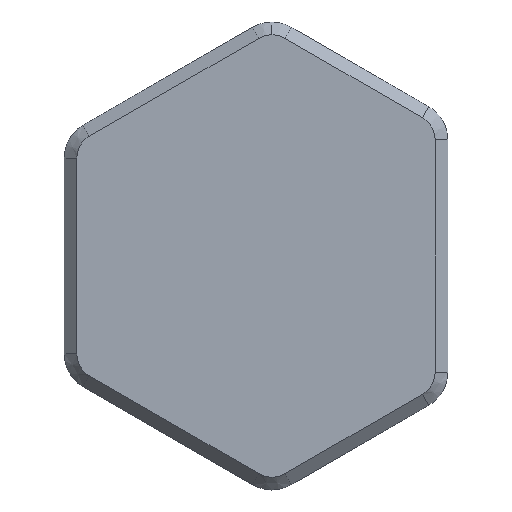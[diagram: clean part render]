
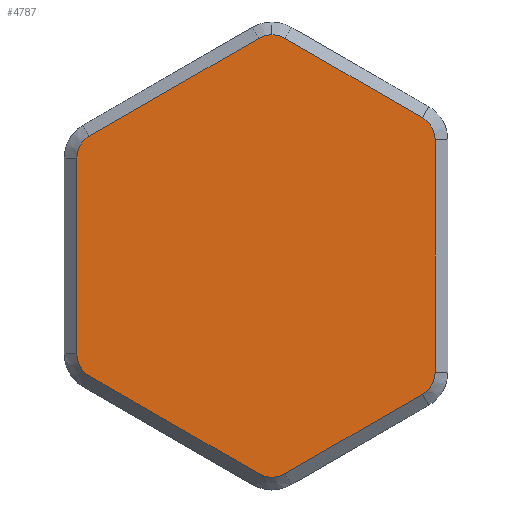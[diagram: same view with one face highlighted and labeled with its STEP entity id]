
A CAD part, front view. The second image highlights one B-rep face of the part: STEP entity #4787.
In plain terms, the highlighted planar face has unit normal (0, -1, 0).
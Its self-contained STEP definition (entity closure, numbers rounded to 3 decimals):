
#1 = DIRECTION ( 'NONE',  ( 0., -1., 0. ) ) ;
#3 = PLANE ( 'NONE',  #2931 ) ;
#13 = ORIENTED_EDGE ( 'NONE', *, *, #4842, .T. ) ;
#48 = CARTESIAN_POINT ( 'NONE',  ( -13.874, 23.172, 59.492 ) ) ;
#106 = CARTESIAN_POINT ( 'NONE',  ( -26.474, 23.172, 67.459 ) ) ;
#111 = DIRECTION ( 'NONE',  ( 0.866, 0., 0.5 ) ) ;
#118 = AXIS2_PLACEMENT_3D ( 'NONE', #1619, #4504, #4007 ) ;
#155 = VECTOR ( 'NONE', #111, 1000. ) ;
#179 = VERTEX_POINT ( 'NONE', #1781 ) ;
#200 = CIRCLE ( 'NONE', #118, 1.2 ) ;
#220 = EDGE_CURVE ( 'NONE', #2034, #721, #2451, .T. ) ;
#236 = VERTEX_POINT ( 'NONE', #1427 ) ;
#265 = EDGE_LOOP ( 'NONE', ( #1269, #3267, #2086, #13, #1608, #4255, #300, #3412, #2433, #3224, #3630, #4309, #4097 ) ) ;
#279 = DIRECTION ( 'NONE',  ( -0.866, 0., -0.5 ) ) ;
#300 = ORIENTED_EDGE ( 'NONE', *, *, #2104, .T. ) ;
#458 = CARTESIAN_POINT ( 'NONE',  ( -10.774, 23.172, 66.593 ) ) ;
#490 = DIRECTION ( 'NONE',  ( 0., -1., 0. ) ) ;
#628 = CIRCLE ( 'NONE', #2676, 1.2 ) ;
#714 = VECTOR ( 'NONE', #3394, 1000. ) ;
#721 = VERTEX_POINT ( 'NONE', #1445 ) ;
#775 = EDGE_CURVE ( 'NONE', #236, #3307, #1680, .T. ) ;
#804 = DIRECTION ( 'NONE',  ( 0., 0., 1. ) ) ;
#854 = FACE_OUTER_BOUND ( 'NONE', #265, .T. ) ;
#909 = EDGE_CURVE ( 'NONE', #4282, #236, #3765, .T. ) ;
#1133 = CARTESIAN_POINT ( 'NONE',  ( -16.674, 23.172, 61.801 ) ) ;
#1162 = CARTESIAN_POINT ( 'NONE',  ( -17.274, 23.172, 81.316 ) ) ;
#1219 = CIRCLE ( 'NONE', #4813, 1.2 ) ;
#1249 = DIRECTION ( 'NONE',  ( 0., 1., 0. ) ) ;
#1269 = ORIENTED_EDGE ( 'NONE', *, *, #4951, .T. ) ;
#1301 = DIRECTION ( 'NONE',  ( 0., 0., 1. ) ) ;
#1305 = CARTESIAN_POINT ( 'NONE',  ( -8.674, 23.172, 66.42 ) ) ;
#1345 = LINE ( 'NONE', #4187, #4127 ) ;
#1427 = CARTESIAN_POINT ( 'NONE',  ( -10.174, 23.172, 65.554 ) ) ;
#1445 = CARTESIAN_POINT ( 'NONE',  ( -25.874, 23.172, 66.42 ) ) ;
#1482 = VERTEX_POINT ( 'NONE', #2645 ) ;
#1608 = ORIENTED_EDGE ( 'NONE', *, *, #3933, .T. ) ;
#1619 = CARTESIAN_POINT ( 'NONE',  ( -10.774, 23.172, 77.563 ) ) ;
#1623 = VERTEX_POINT ( 'NONE', #3245 ) ;
#1625 = DIRECTION ( 'NONE',  ( 0., 0., 1. ) ) ;
#1673 = DIRECTION ( 'NONE',  ( 0.866, 0., -0.5 ) ) ;
#1680 = CIRCLE ( 'NONE', #2442, 1.2 ) ;
#1706 = LINE ( 'NONE', #48, #1816 ) ;
#1735 = CARTESIAN_POINT ( 'NONE',  ( -25.274, 23.172, 76.697 ) ) ;
#1766 = LINE ( 'NONE', #3850, #714 ) ;
#1781 = CARTESIAN_POINT ( 'NONE',  ( -10.174, 23.172, 78.602 ) ) ;
#1805 = VECTOR ( 'NONE', #279, 1000. ) ;
#1816 = VECTOR ( 'NONE', #1673, 1000. ) ;
#1932 = EDGE_CURVE ( 'NONE', #721, #3094, #1706, .T. ) ;
#2034 = VERTEX_POINT ( 'NONE', #106 ) ;
#2086 = ORIENTED_EDGE ( 'NONE', *, *, #3977, .T. ) ;
#2104 = EDGE_CURVE ( 'NONE', #4595, #1623, #4274, .T. ) ;
#2135 = VERTEX_POINT ( 'NONE', #4403 ) ;
#2143 = LINE ( 'NONE', #4607, #3759 ) ;
#2218 = AXIS2_PLACEMENT_3D ( 'NONE', #1735, #3819, #1301 ) ;
#2320 = EDGE_CURVE ( 'NONE', #1623, #2034, #2143, .T. ) ;
#2433 = ORIENTED_EDGE ( 'NONE', *, *, #220, .T. ) ;
#2442 = AXIS2_PLACEMENT_3D ( 'NONE', #458, #1, #1625 ) ;
#2450 = CARTESIAN_POINT ( 'NONE',  ( -9.274, 23.172, 67.459 ) ) ;
#2451 = CIRCLE ( 'NONE', #4683, 1.2 ) ;
#2459 = EDGE_CURVE ( 'NONE', #1482, #4595, #3968, .T. ) ;
#2543 = CARTESIAN_POINT ( 'NONE',  ( -17.274, 23.172, 62.841 ) ) ;
#2592 = AXIS2_PLACEMENT_3D ( 'NONE', #1162, #2802, #4002 ) ;
#2630 = DIRECTION ( 'NONE',  ( 0., 0., -1. ) ) ;
#2645 = CARTESIAN_POINT ( 'NONE',  ( -17.874, 23.172, 82.355 ) ) ;
#2648 = CARTESIAN_POINT ( 'NONE',  ( -16.674, 23.172, 82.355 ) ) ;
#2676 = AXIS2_PLACEMENT_3D ( 'NONE', #4278, #3076, #5053 ) ;
#2802 = DIRECTION ( 'NONE',  ( 0., -1., 0. ) ) ;
#2931 = AXIS2_PLACEMENT_3D ( 'NONE', #2450, #1249, #804 ) ;
#2959 = DIRECTION ( 'NONE',  ( -0.866, 0., 0.5 ) ) ;
#3034 = DIRECTION ( 'NONE',  ( 0., -1., 0. ) ) ;
#3076 = DIRECTION ( 'NONE',  ( 0., -1., 0. ) ) ;
#3094 = VERTEX_POINT ( 'NONE', #4824 ) ;
#3138 = CARTESIAN_POINT ( 'NONE',  ( -17.874, 23.172, 82.355 ) ) ;
#3190 = CARTESIAN_POINT ( 'NONE',  ( -25.874, 23.172, 77.736 ) ) ;
#3224 = ORIENTED_EDGE ( 'NONE', *, *, #1932, .T. ) ;
#3245 = CARTESIAN_POINT ( 'NONE',  ( -26.474, 23.172, 76.697 ) ) ;
#3267 = ORIENTED_EDGE ( 'NONE', *, *, #3542, .T. ) ;
#3307 = VERTEX_POINT ( 'NONE', #5138 ) ;
#3394 = DIRECTION ( 'NONE',  ( 0., 0., 1. ) ) ;
#3412 = ORIENTED_EDGE ( 'NONE', *, *, #2320, .T. ) ;
#3436 = CARTESIAN_POINT ( 'NONE',  ( -25.274, 23.172, 67.459 ) ) ;
#3542 = EDGE_CURVE ( 'NONE', #2135, #179, #200, .T. ) ;
#3630 = ORIENTED_EDGE ( 'NONE', *, *, #4335, .T. ) ;
#3759 = VECTOR ( 'NONE', #2630, 1000. ) ;
#3765 = LINE ( 'NONE', #1305, #155 ) ;
#3819 = DIRECTION ( 'NONE',  ( 0., -1., 0. ) ) ;
#3850 = CARTESIAN_POINT ( 'NONE',  ( -9.574, 23.172, 67.459 ) ) ;
#3933 = EDGE_CURVE ( 'NONE', #4559, #1482, #4891, .T. ) ;
#3968 = LINE ( 'NONE', #3138, #1805 ) ;
#3977 = EDGE_CURVE ( 'NONE', #179, #4858, #1345, .T. ) ;
#4002 = DIRECTION ( 'NONE',  ( 0., 0., 1. ) ) ;
#4007 = DIRECTION ( 'NONE',  ( 0., 0., 1. ) ) ;
#4097 = ORIENTED_EDGE ( 'NONE', *, *, #775, .T. ) ;
#4127 = VECTOR ( 'NONE', #2959, 1000. ) ;
#4187 = CARTESIAN_POINT ( 'NONE',  ( -4.674, 23.172, 75.427 ) ) ;
#4255 = ORIENTED_EDGE ( 'NONE', *, *, #2459, .T. ) ;
#4274 = CIRCLE ( 'NONE', #2218, 1.2 ) ;
#4278 = CARTESIAN_POINT ( 'NONE',  ( -17.274, 23.172, 81.316 ) ) ;
#4282 = VERTEX_POINT ( 'NONE', #1133 ) ;
#4309 = ORIENTED_EDGE ( 'NONE', *, *, #909, .T. ) ;
#4335 = EDGE_CURVE ( 'NONE', #3094, #4282, #1219, .T. ) ;
#4403 = CARTESIAN_POINT ( 'NONE',  ( -9.574, 23.172, 77.563 ) ) ;
#4504 = DIRECTION ( 'NONE',  ( 0., -1., 0. ) ) ;
#4559 = VERTEX_POINT ( 'NONE', #5029 ) ;
#4595 = VERTEX_POINT ( 'NONE', #3190 ) ;
#4607 = CARTESIAN_POINT ( 'NONE',  ( -26.474, 23.172, 67.459 ) ) ;
#4661 = DIRECTION ( 'NONE',  ( 0., 0., 1. ) ) ;
#4683 = AXIS2_PLACEMENT_3D ( 'NONE', #3436, #3034, #4661 ) ;
#4787 = ADVANCED_FACE ( 'NONE', ( #854 ), #3, .F. ) ;
#4813 = AXIS2_PLACEMENT_3D ( 'NONE', #2543, #490, #5001 ) ;
#4824 = CARTESIAN_POINT ( 'NONE',  ( -17.874, 23.172, 61.801 ) ) ;
#4842 = EDGE_CURVE ( 'NONE', #4858, #4559, #628, .T. ) ;
#4858 = VERTEX_POINT ( 'NONE', #2648 ) ;
#4891 = CIRCLE ( 'NONE', #2592, 1.2 ) ;
#4951 = EDGE_CURVE ( 'NONE', #3307, #2135, #1766, .T. ) ;
#5001 = DIRECTION ( 'NONE',  ( 0., 0., 1. ) ) ;
#5029 = CARTESIAN_POINT ( 'NONE',  ( -17.274, 23.172, 82.516 ) ) ;
#5053 = DIRECTION ( 'NONE',  ( 0., 0., 1. ) ) ;
#5138 = CARTESIAN_POINT ( 'NONE',  ( -9.574, 23.172, 66.593 ) ) ;
